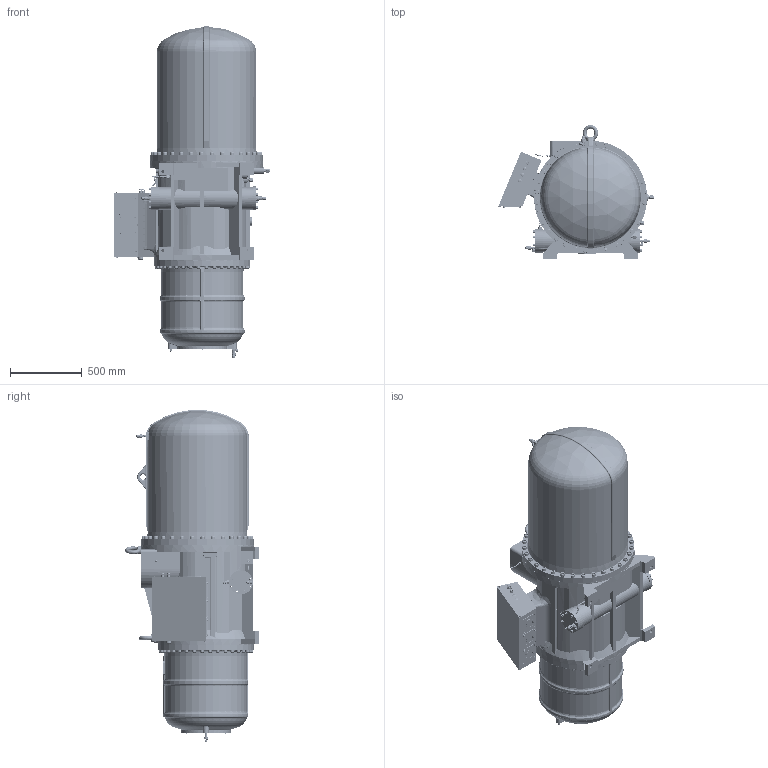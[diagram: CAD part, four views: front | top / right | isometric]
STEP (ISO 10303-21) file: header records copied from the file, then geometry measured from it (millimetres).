
FILE_DESCRIPTION(/* description */ ('STEP AP203'),/* implementation_level */ '2;1');
FILE_NAME(/* name */ 'RC2-1270&1530(A&B) outline.STEP',/* time_stamp */ '2017-06-28T14:14:16-04:00',/* author */ ('Ian L Mitchell'),/* organization */ (''),/* preprocessor_version */ 'ST-DEVELOPER v16.5',/* originating_system */ 'Autodesk Inventor 2017',/* authorisation */ '');
FILE_SCHEMA (('AUTOMOTIVE_DESIGN { 1 0 10303 214 3 1 1 }'));
Length unit declared in the file: centimetre
Products named in the file (1): RC2-1270&1530(A&B) outline
Bounding box: 1085.95 x 934.88 x 2320.13 mm (x, y, z)
Surface area: 9700702 mm2 (no closed solid volume)
Topology: 0 solids, 376 shells, 2486 faces, 11192 edges, 8885 vertices
Faces by surface type: plane 1368, cylinder 628, torus 214, bspline 194, cone 60, sphere 22
Full cylindrical faces by diameter (mm): 2 x3, 4 x2, 4.5 x1, 6.5 x4, 7 x7, 7.8 x1, 8 x2, 8.5 x1, 10 x3, 11 x9, 13 x1, 13.7 x1, 14 x2, 14.88 x3, 16 x13, 17 x4, 17.5 x25, 17.7 x1, 18 x16, 19.2 x2, 20 x4, 20.2 x1, 20.5 x1, 21.5 x2, 22 x8, 22.911 x16, 24 x40, 24.1 x1, 24.2 x3, 24.6 x2
Entity records: 152860 total; most frequent: CARTESIAN_POINT 64576, DIRECTION 18575, ORIENTED_EDGE 14392, EDGE_CURVE 10633, VERTEX_POINT 8801, AXIS2_PLACEMENT_3D 6794, LINE 4987, VECTOR 4987
